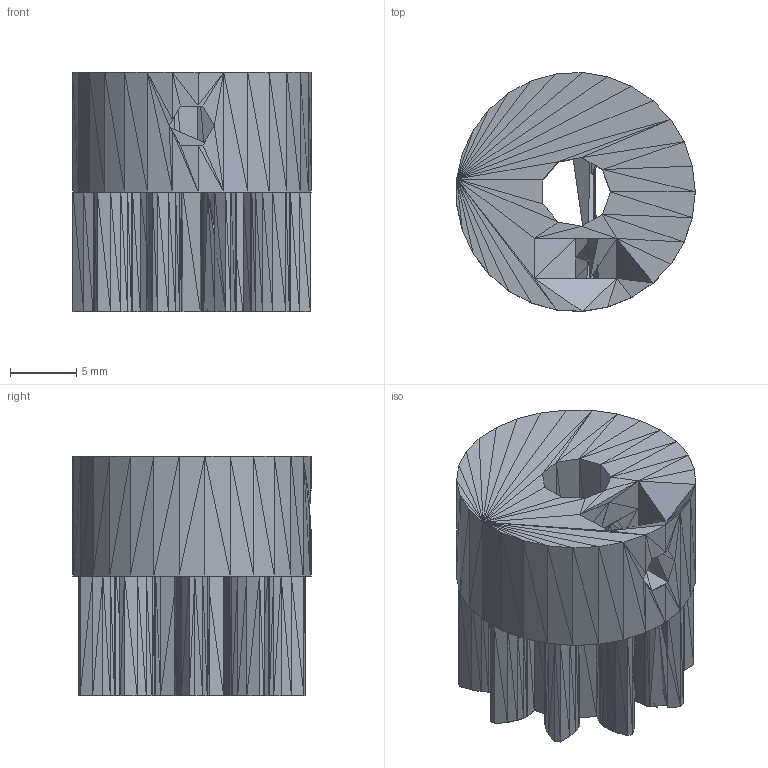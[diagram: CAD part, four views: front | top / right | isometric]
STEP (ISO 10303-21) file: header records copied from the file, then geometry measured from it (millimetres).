
FILE_DESCRIPTION(/* description */ (''),/* implementation_level */ '2;1');
FILE_NAME(/* name */ 'small gear.stl',/* time_stamp */ '2/26/2012 8:45:13 PM',/* author */ (''),/* organization */ (''),/* preprocessor_version */ 'STL2STEP V1.x',/* originating_system */ '',/* authorisation */ '');
FILE_SCHEMA (('AUTOMOTIVE_DESIGN { 1 0 10303 214 1 1 1 1 }'));
Length unit declared in the file: millimetre
Bounding box: 17.95 x 17.97 x 18 mm (x, y, z)
Surface area: 2390.7 mm2 (no closed solid volume)
Topology: 0 solids, 846 shells, 846 faces, 2537 edges, 419 vertices
Faces by surface type: plane 846
Entity records: 18975 total; most frequent: DIRECTION 2629, VECTOR 2538, LINE 2538, EDGE_CURVE 2538, ORIENTED_EDGE 2538, CARTESIAN_POINT 1518, AXIS2_PLACEMENT_3D 847, EDGE_LOOP 846
